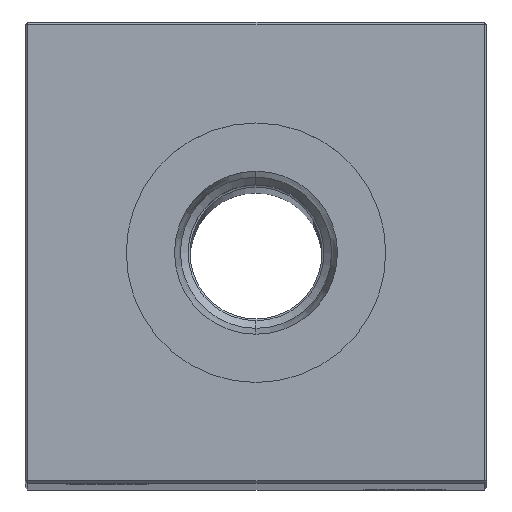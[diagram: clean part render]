
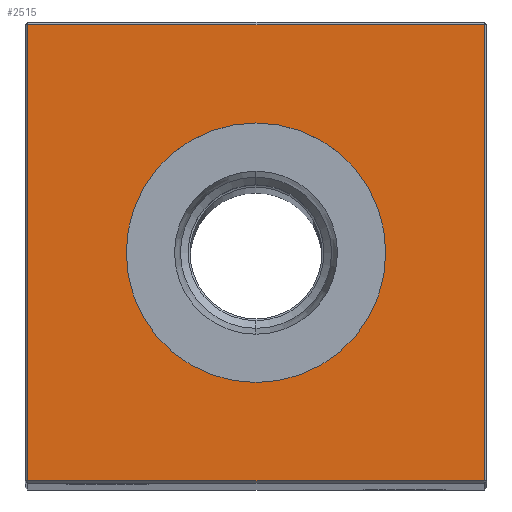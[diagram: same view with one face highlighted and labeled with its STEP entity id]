
A CAD part, top view. The second image highlights one B-rep face of the part: STEP entity #2515.
In plain terms, the highlighted planar face has unit normal (0, 0, 1).
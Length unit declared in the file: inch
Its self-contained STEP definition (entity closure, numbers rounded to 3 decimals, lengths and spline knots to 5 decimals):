
#173 = FACE_BOUND ( 'NONE', #23351, .T. ) ;
#208 = VERTEX_POINT ( 'NONE', #21918 ) ;
#646 = LINE ( 'NONE', #15361, #14208 ) ;
#2515 = ADVANCED_FACE ( 'NONE', ( #26034, #173 ), #19206, .F. ) ;
#3872 = EDGE_CURVE ( 'NONE', #26649, #208, #646, .T. ) ;
#3959 = LINE ( 'NONE', #25500, #5788 ) ;
#4017 = EDGE_CURVE ( 'NONE', #6025, #8819, #3959, .T. ) ;
#4235 = DIRECTION ( 'NONE',  ( 1., 0., 0. ) ) ;
#4817 = DIRECTION ( 'NONE',  ( -1., 0., 0. ) ) ;
#4969 = CIRCLE ( 'NONE', #18275, 0.49213 ) ;
#5788 = VECTOR ( 'NONE', #4235, 39.37008 ) ;
#5894 = CARTESIAN_POINT ( 'NONE',  ( 0.865, 0., 14.25 ) ) ;
#5962 = VERTEX_POINT ( 'NONE', #22589 ) ;
#6025 = VERTEX_POINT ( 'NONE', #20784 ) ;
#6208 = EDGE_CURVE ( 'NONE', #208, #6025, #22690, .T. ) ;
#6557 = DIRECTION ( 'NONE',  ( 0., 0., -1. ) ) ;
#6693 = DIRECTION ( 'NONE',  ( -1., 0., 0. ) ) ;
#6864 = EDGE_LOOP ( 'NONE', ( #16464, #19723, #9048, #10860 ) ) ;
#7079 = CARTESIAN_POINT ( 'NONE',  ( 0., 0.49213, 14.25 ) ) ;
#7789 = DIRECTION ( 'NONE',  ( 0., 0., -1. ) ) ;
#7965 = ORIENTED_EDGE ( 'NONE', *, *, #21354, .T. ) ;
#8401 = DIRECTION ( 'NONE',  ( 0., 0., -1. ) ) ;
#8819 = VERTEX_POINT ( 'NONE', #26088 ) ;
#9048 = ORIENTED_EDGE ( 'NONE', *, *, #14055, .T. ) ;
#10001 = DIRECTION ( 'NONE',  ( -1., 0., 0. ) ) ;
#10860 = ORIENTED_EDGE ( 'NONE', *, *, #3872, .T. ) ;
#12133 = DIRECTION ( 'NONE',  ( 0., 1., 0. ) ) ;
#12396 = LINE ( 'NONE', #5894, #25475 ) ;
#12472 = CIRCLE ( 'NONE', #23584, 0.49213 ) ;
#12539 = VECTOR ( 'NONE', #26596, 39.37008 ) ;
#13772 = CARTESIAN_POINT ( 'NONE',  ( -0.865, 0., 14.25 ) ) ;
#14055 = EDGE_CURVE ( 'NONE', #8819, #26649, #12396, .T. ) ;
#14208 = VECTOR ( 'NONE', #4817, 39.37008 ) ;
#15361 = CARTESIAN_POINT ( 'NONE',  ( 0., 0.865, 14.25 ) ) ;
#15439 = VERTEX_POINT ( 'NONE', #7079 ) ;
#15956 = CARTESIAN_POINT ( 'NONE',  ( 0., 0., 14.25 ) ) ;
#16464 = ORIENTED_EDGE ( 'NONE', *, *, #6208, .T. ) ;
#17115 = CARTESIAN_POINT ( 'NONE',  ( 0., 0., 14.25 ) ) ;
#18275 = AXIS2_PLACEMENT_3D ( 'NONE', #15956, #7789, #10001 ) ;
#19206 = PLANE ( 'NONE',  #23296 ) ;
#19723 = ORIENTED_EDGE ( 'NONE', *, *, #4017, .T. ) ;
#20784 = CARTESIAN_POINT ( 'NONE',  ( -0.865, -0.865, 14.25 ) ) ;
#21354 = EDGE_CURVE ( 'NONE', #15439, #5962, #12472, .T. ) ;
#21918 = CARTESIAN_POINT ( 'NONE',  ( -0.865, 0.865, 14.25 ) ) ;
#21926 = ORIENTED_EDGE ( 'NONE', *, *, #23292, .T. ) ;
#22589 = CARTESIAN_POINT ( 'NONE',  ( 0., -0.49213, 14.25 ) ) ;
#22690 = LINE ( 'NONE', #13772, #12539 ) ;
#23276 = DIRECTION ( 'NONE',  ( -1., 0., 0. ) ) ;
#23292 = EDGE_CURVE ( 'NONE', #5962, #15439, #4969, .T. ) ;
#23296 = AXIS2_PLACEMENT_3D ( 'NONE', #17115, #6557, #6693 ) ;
#23351 = EDGE_LOOP ( 'NONE', ( #7965, #21926 ) ) ;
#23584 = AXIS2_PLACEMENT_3D ( 'NONE', #25923, #8401, #23276 ) ;
#24926 = CARTESIAN_POINT ( 'NONE',  ( 0.865, 0.865, 14.25 ) ) ;
#25475 = VECTOR ( 'NONE', #12133, 39.37008 ) ;
#25500 = CARTESIAN_POINT ( 'NONE',  ( 0., -0.865, 14.25 ) ) ;
#25923 = CARTESIAN_POINT ( 'NONE',  ( 0., 0., 14.25 ) ) ;
#26034 = FACE_OUTER_BOUND ( 'NONE', #6864, .T. ) ;
#26088 = CARTESIAN_POINT ( 'NONE',  ( 0.865, -0.865, 14.25 ) ) ;
#26596 = DIRECTION ( 'NONE',  ( 0., -1., 0. ) ) ;
#26649 = VERTEX_POINT ( 'NONE', #24926 ) ;
